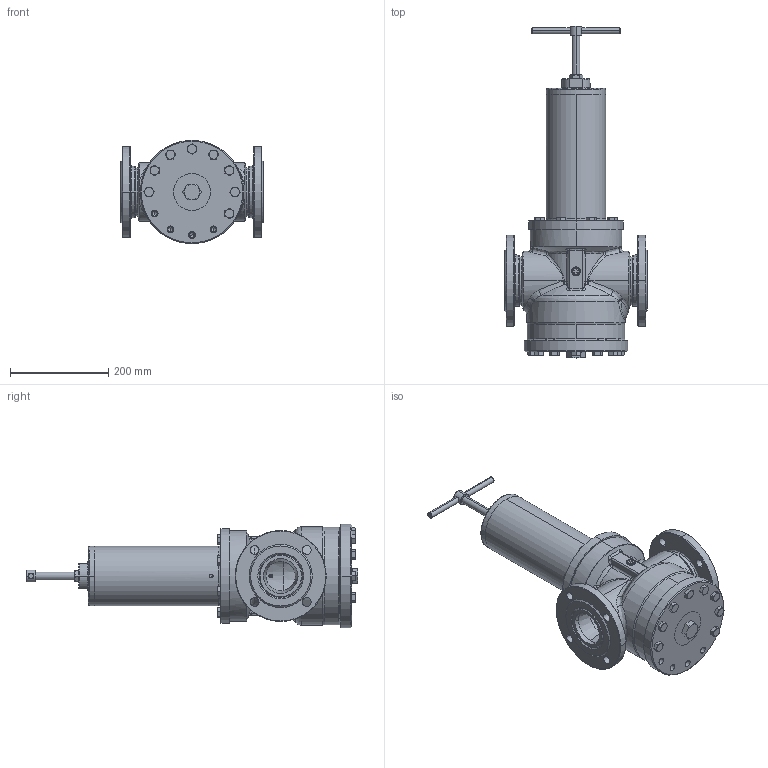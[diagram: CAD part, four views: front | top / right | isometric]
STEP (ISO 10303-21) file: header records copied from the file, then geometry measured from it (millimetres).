
FILE_DESCRIPTION (( 'STEP AP203' ), '1' );
FILE_NAME ('Typ_71-BG_IV-D065.STEP', '2021-03-11T09:01:43', ( '' ), ( '' ), 'SwSTEP 2.0', 'SolidWorks 2016', '' );
FILE_SCHEMA (( 'CONFIG_CONTROL_DESIGN' ));
Length unit declared in the file: millimetre
Products named in the file (1): Typ_71-BG_IV-D065
Bounding box: 290 x 674.4 x 210 mm (x, y, z)
Volume: 5667823.9 mm3; surface area: 938282 mm2
Topology: 30 solids, 30 shells, 1093 faces, 2560 edges, 1542 vertices
Faces by surface type: cone 401, cylinder 290, plane 260, bspline 142
Entity records: 42830 total; most frequent: CARTESIAN_POINT 18586, DIRECTION 5057, ORIENTED_EDGE 5024, EDGE_CURVE 2512, AXIS2_PLACEMENT_3D 2105, VERTEX_POINT 1542, EDGE_LOOP 1246, CIRCLE 1153
